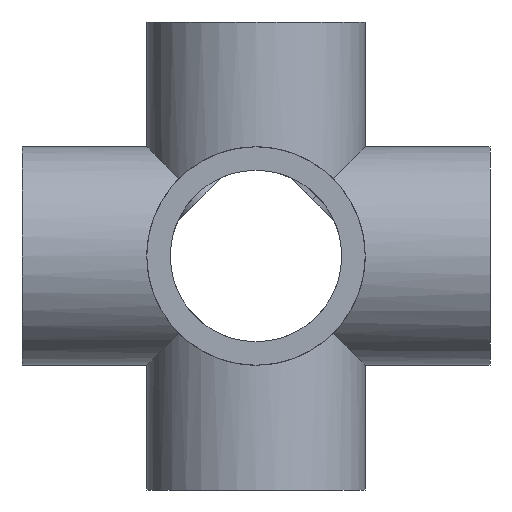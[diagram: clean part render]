
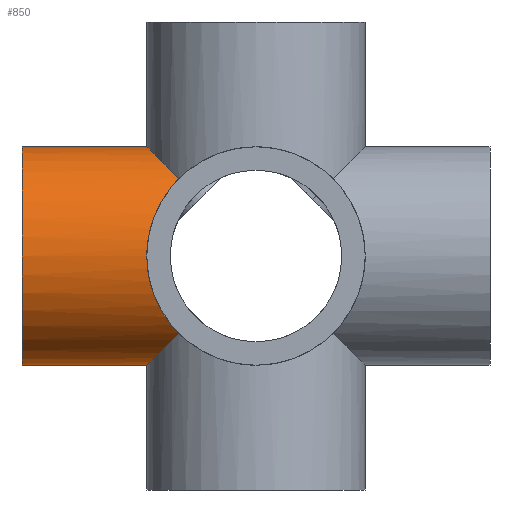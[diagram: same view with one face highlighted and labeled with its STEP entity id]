
A CAD part, front view. The second image highlights one B-rep face of the part: STEP entity #850.
In plain terms, the highlighted cylindrical face has radius 28 mm (diameter 56 mm), a partial arc.
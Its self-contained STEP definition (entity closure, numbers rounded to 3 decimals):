
#45 = VECTOR ( 'NONE', #1759, 1000. ) ;
#132 = LINE ( 'NONE', #1768, #45 ) ;
#219 = VERTEX_POINT ( 'NONE', #3726 ) ;
#236 = CARTESIAN_POINT ( 'NONE',  ( -28., -28., 0. ) ) ;
#243 = CARTESIAN_POINT ( 'NONE',  ( -28., -28., 7.525 ) ) ;
#259 = CARTESIAN_POINT ( 'NONE',  ( -19.799, -19.799, 19.799 ) ) ;
#299 = CARTESIAN_POINT ( 'NONE',  ( -25.12, -25.12, 14.478 ) ) ;
#565 =( BOUNDED_CURVE ( )  B_SPLINE_CURVE ( 3, ( #2698, #2919, #2690, #2689 ),
 .UNSPECIFIED., .F., .T. ) 
 B_SPLINE_CURVE_WITH_KNOTS ( ( 4, 4 ),
 ( 2.356, 3.142 ),
 .UNSPECIFIED. ) 
 CURVE ( )  GEOMETRIC_REPRESENTATION_ITEM ( )  RATIONAL_B_SPLINE_CURVE ( ( 1., 0.949, 0.949, 1. ) ) 
 REPRESENTATION_ITEM ( '' )  );
#575 = DIRECTION ( 'NONE',  ( 1., 0., 0. ) ) ;
#579 = EDGE_CURVE ( 'NONE', #3471, #1469, #2655, .T. ) ;
#591 = AXIS2_PLACEMENT_3D ( 'NONE', #711, #676, #740 ) ;
#593 = ORIENTED_EDGE ( 'NONE', *, *, #2149, .T. ) ;
#654 = VERTEX_POINT ( 'NONE', #966 ) ;
#656 = CARTESIAN_POINT ( 'NONE',  ( -60., 0., 0. ) ) ;
#676 = DIRECTION ( 'NONE',  ( -1., 0., 0. ) ) ;
#677 = ORIENTED_EDGE ( 'NONE', *, *, #2595, .T. ) ;
#698 = ORIENTED_EDGE ( 'NONE', *, *, #3710, .T. ) ;
#711 = CARTESIAN_POINT ( 'NONE',  ( 60., 0., 0. ) ) ;
#722 = ORIENTED_EDGE ( 'NONE', *, *, #878, .F. ) ;
#740 = DIRECTION ( 'NONE',  ( 0., 0., 1. ) ) ;
#744 = DIRECTION ( 'NONE',  ( 0., 0., -1. ) ) ;
#746 = ORIENTED_EDGE ( 'NONE', *, *, #2552, .F. ) ;
#850 = ADVANCED_FACE ( 'NONE', ( #1693 ), #1591, .T. ) ;
#853 = ORIENTED_EDGE ( 'NONE', *, *, #1835, .T. ) ;
#878 = EDGE_CURVE ( 'NONE', #654, #219, #1822, .T. ) ;
#966 = CARTESIAN_POINT ( 'NONE',  ( -19.799, -19.799, 19.799 ) ) ;
#982 = ORIENTED_EDGE ( 'NONE', *, *, #579, .F. ) ;
#1093 = CARTESIAN_POINT ( 'NONE',  ( -60., 0., 28. ) ) ;
#1183 =( BOUNDED_CURVE ( )  B_SPLINE_CURVE ( 3, ( #1845, #1841, #1836, #1832 ),
 .UNSPECIFIED., .F., .T. ) 
 B_SPLINE_CURVE_WITH_KNOTS ( ( 4, 4 ),
 ( 0., 0.785 ),
 .UNSPECIFIED. ) 
 CURVE ( )  GEOMETRIC_REPRESENTATION_ITEM ( )  RATIONAL_B_SPLINE_CURVE ( ( 1., 0.949, 0.949, 1. ) ) 
 REPRESENTATION_ITEM ( '' )  );
#1206 = CIRCLE ( 'NONE', #2063, 28. ) ;
#1378 = DIRECTION ( 'NONE',  ( -1., 0., 0. ) ) ;
#1381 = CARTESIAN_POINT ( 'NONE',  ( 60., 0., -28. ) ) ;
#1382 =( BOUNDED_CURVE ( )  B_SPLINE_CURVE ( 3, ( #1729, #1743, #1449, #1438 ),
 .UNSPECIFIED., .F., .T. ) 
 B_SPLINE_CURVE_WITH_KNOTS ( ( 4, 4 ),
 ( 0., 0.785 ),
 .UNSPECIFIED. ) 
 CURVE ( )  GEOMETRIC_REPRESENTATION_ITEM ( )  RATIONAL_B_SPLINE_CURVE ( ( 1., 0.949, 0.949, 1. ) ) 
 REPRESENTATION_ITEM ( '' )  );
#1438 = CARTESIAN_POINT ( 'NONE',  ( -19.799, -19.799, -19.799 ) ) ;
#1449 = CARTESIAN_POINT ( 'NONE',  ( -25.12, -14.478, -25.12 ) ) ;
#1459 = VERTEX_POINT ( 'NONE', #1982 ) ;
#1469 = VERTEX_POINT ( 'NONE', #2431 ) ;
#1591 = CYLINDRICAL_SURFACE ( 'NONE', #591, 28. ) ;
#1693 = FACE_OUTER_BOUND ( 'NONE', #1988, .T. ) ;
#1729 = CARTESIAN_POINT ( 'NONE',  ( -28., 0., -28. ) ) ;
#1743 = CARTESIAN_POINT ( 'NONE',  ( -28., -7.525, -28. ) ) ;
#1759 = DIRECTION ( 'NONE',  ( -1., 0., 0. ) ) ;
#1768 = CARTESIAN_POINT ( 'NONE',  ( 60., 0., 28. ) ) ;
#1822 =( BOUNDED_CURVE ( )  B_SPLINE_CURVE ( 3, ( #259, #299, #243, #236 ),
 .UNSPECIFIED., .F., .T. ) 
 B_SPLINE_CURVE_WITH_KNOTS ( ( 4, 4 ),
 ( 5.498, 6.283 ),
 .UNSPECIFIED. ) 
 CURVE ( )  GEOMETRIC_REPRESENTATION_ITEM ( )  RATIONAL_B_SPLINE_CURVE ( ( 1., 0.949, 0.949, 1. ) ) 
 REPRESENTATION_ITEM ( '' )  );
#1832 = CARTESIAN_POINT ( 'NONE',  ( -19.799, -19.799, -19.799 ) ) ;
#1835 = EDGE_CURVE ( 'NONE', #3471, #1459, #1382, .T. ) ;
#1836 = CARTESIAN_POINT ( 'NONE',  ( -25.12, -25.12, -14.478 ) ) ;
#1841 = CARTESIAN_POINT ( 'NONE',  ( -28., -28., -7.525 ) ) ;
#1845 = CARTESIAN_POINT ( 'NONE',  ( -28., -28., 0. ) ) ;
#1982 = CARTESIAN_POINT ( 'NONE',  ( -19.799, -19.799, -19.799 ) ) ;
#1988 = EDGE_LOOP ( 'NONE', ( #982, #853, #746, #722, #698, #677, #593 ) ) ;
#2028 = VERTEX_POINT ( 'NONE', #3081 ) ;
#2063 = AXIS2_PLACEMENT_3D ( 'NONE', #656, #575, #744 ) ;
#2149 = EDGE_CURVE ( 'NONE', #3324, #1469, #1206, .T. ) ;
#2431 = CARTESIAN_POINT ( 'NONE',  ( -60., 0., -28. ) ) ;
#2552 = EDGE_CURVE ( 'NONE', #219, #1459, #1183, .T. ) ;
#2595 = EDGE_CURVE ( 'NONE', #2028, #3324, #132, .T. ) ;
#2603 = VECTOR ( 'NONE', #1378, 1000. ) ;
#2655 = LINE ( 'NONE', #1381, #2603 ) ;
#2689 = CARTESIAN_POINT ( 'NONE',  ( -28., 0., 28. ) ) ;
#2690 = CARTESIAN_POINT ( 'NONE',  ( -28., -7.525, 28. ) ) ;
#2698 = CARTESIAN_POINT ( 'NONE',  ( -19.799, -19.799, 19.799 ) ) ;
#2919 = CARTESIAN_POINT ( 'NONE',  ( -25.12, -14.478, 25.12 ) ) ;
#3081 = CARTESIAN_POINT ( 'NONE',  ( -28., 0., 28. ) ) ;
#3324 = VERTEX_POINT ( 'NONE', #1093 ) ;
#3471 = VERTEX_POINT ( 'NONE', #3703 ) ;
#3703 = CARTESIAN_POINT ( 'NONE',  ( -28., 0., -28. ) ) ;
#3710 = EDGE_CURVE ( 'NONE', #654, #2028, #565, .T. ) ;
#3726 = CARTESIAN_POINT ( 'NONE',  ( -28., -28., 0. ) ) ;
